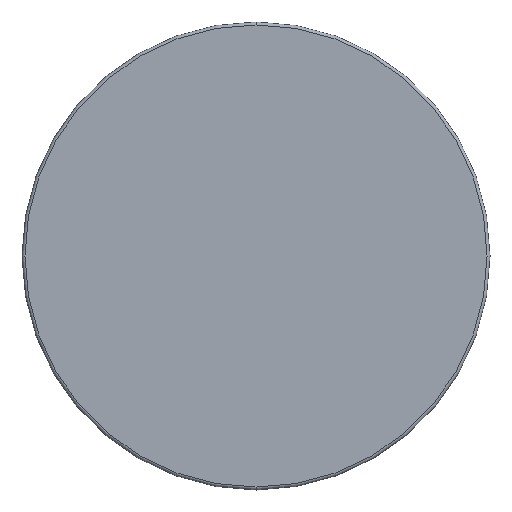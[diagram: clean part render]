
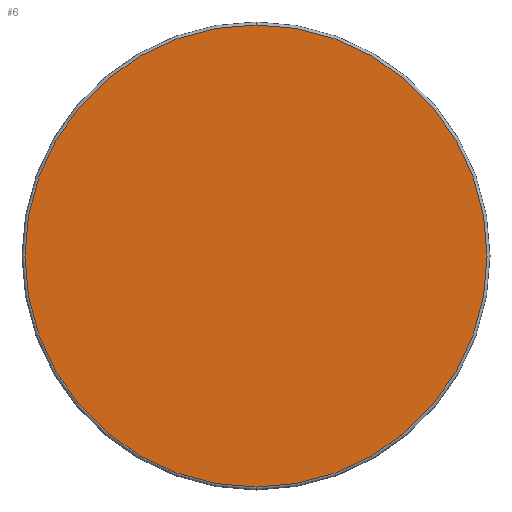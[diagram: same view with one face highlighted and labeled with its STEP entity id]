
A CAD part, front view. The second image highlights one B-rep face of the part: STEP entity #6.
In plain terms, the highlighted planar face has unit normal (0, -1, 0).
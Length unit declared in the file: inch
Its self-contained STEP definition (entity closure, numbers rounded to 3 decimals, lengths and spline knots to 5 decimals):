
#3 = ORIENTED_EDGE ( 'NONE', *, *, #94, .T. ) ;
#6 = ADVANCED_FACE ( 'NONE', ( #20 ), #120, .F. ) ;
#20 = FACE_OUTER_BOUND ( 'NONE', #260, .T. ) ;
#34 = AXIS2_PLACEMENT_3D ( 'NONE', #183, #280, #311 ) ;
#46 = VERTEX_POINT ( 'NONE', #127 ) ;
#51 = DIRECTION ( 'NONE',  ( 0., 1., 0. ) ) ;
#74 = DIRECTION ( 'NONE',  ( 0., 0., 1. ) ) ;
#94 = EDGE_CURVE ( 'NONE', #46, #234, #199, .T. ) ;
#120 = PLANE ( 'NONE',  #152 ) ;
#127 = CARTESIAN_POINT ( 'NONE',  ( 0., 0., 0.3887 ) ) ;
#152 = AXIS2_PLACEMENT_3D ( 'NONE', #314, #51, #74 ) ;
#175 = CARTESIAN_POINT ( 'NONE',  ( 0., 0., 0. ) ) ;
#183 = CARTESIAN_POINT ( 'NONE',  ( 0., 0., 0. ) ) ;
#195 = CIRCLE ( 'NONE', #34, 0.3887 ) ;
#199 = CIRCLE ( 'NONE', #238, 0.3887 ) ;
#216 = DIRECTION ( 'NONE',  ( 0., 0., 1. ) ) ;
#217 = ORIENTED_EDGE ( 'NONE', *, *, #301, .T. ) ;
#228 = CARTESIAN_POINT ( 'NONE',  ( 0., 0., -0.3887 ) ) ;
#234 = VERTEX_POINT ( 'NONE', #228 ) ;
#238 = AXIS2_PLACEMENT_3D ( 'NONE', #175, #267, #216 ) ;
#260 = EDGE_LOOP ( 'NONE', ( #3, #217 ) ) ;
#267 = DIRECTION ( 'NONE',  ( 0., -1., 0. ) ) ;
#280 = DIRECTION ( 'NONE',  ( 0., -1., 0. ) ) ;
#301 = EDGE_CURVE ( 'NONE', #234, #46, #195, .T. ) ;
#311 = DIRECTION ( 'NONE',  ( 0., 0., 1. ) ) ;
#314 = CARTESIAN_POINT ( 'NONE',  ( 0., 0., 0. ) ) ;
